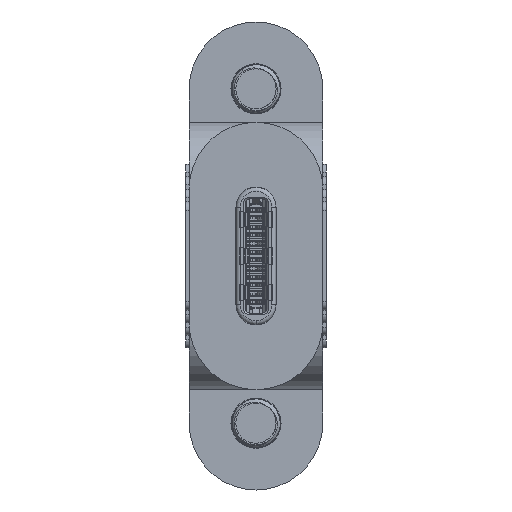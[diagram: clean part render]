
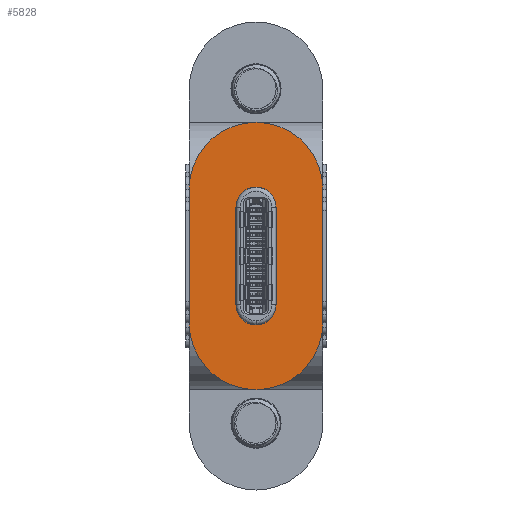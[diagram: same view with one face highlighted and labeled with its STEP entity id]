
A CAD part, left-side view. The second image highlights one B-rep face of the part: STEP entity #5828.
In plain terms, the highlighted face is planar.
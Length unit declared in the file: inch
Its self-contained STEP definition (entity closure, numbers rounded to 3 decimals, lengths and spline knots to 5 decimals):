
#1054 = EDGE_LOOP ( 'NONE', ( #58970, #60110, #65874, #60839 ) ) ;
#2122 = DIRECTION ( 'NONE',  ( 0., 0., 1. ) ) ;
#2484 = VECTOR ( 'NONE', #28298, 39.37008 ) ;
#3478 = ORIENTED_EDGE ( 'NONE', *, *, #73210, .F. ) ;
#3990 = VERTEX_POINT ( 'NONE', #4957 ) ;
#4957 = CARTESIAN_POINT ( 'NONE',  ( 0.15748, -0.43701, -0.15748 ) ) ;
#5828 = ADVANCED_FACE ( 'NONE', ( #54650, #67979 ), #45147, .F. ) ;
#6991 = VECTOR ( 'NONE', #27328, 39.37008 ) ;
#7052 = CARTESIAN_POINT ( 'NONE',  ( 0.15748, -0.43701, 0.15748 ) ) ;
#9594 = DIRECTION ( 'NONE',  ( 0., -1., 0. ) ) ;
#11349 = DIRECTION ( 'NONE',  ( 1., 0., 0. ) ) ;
#12531 = CARTESIAN_POINT ( 'NONE',  ( -0.11496, -0.43701, 0.04724 ) ) ;
#12834 = LINE ( 'NONE', #45541, #43050 ) ;
#14492 = CARTESIAN_POINT ( 'NONE',  ( -0.15748, -0.43701, 0. ) ) ;
#14661 = EDGE_CURVE ( 'NONE', #3990, #15413, #46001, .T. ) ;
#14829 = CARTESIAN_POINT ( 'NONE',  ( -0.15748, -0.43701, 0.15748 ) ) ;
#15402 = LINE ( 'NONE', #39352, #57238 ) ;
#15413 = VERTEX_POINT ( 'NONE', #27329 ) ;
#16839 = CARTESIAN_POINT ( 'NONE',  ( -0.15748, -0.43701, 0. ) ) ;
#18372 = VERTEX_POINT ( 'NONE', #27987 ) ;
#20189 = DIRECTION ( 'NONE',  ( 0., 0., 1. ) ) ;
#20944 = EDGE_CURVE ( 'NONE', #18372, #61156, #40784, .T. ) ;
#22555 = DIRECTION ( 'NONE',  ( 0., 0., 1. ) ) ;
#25320 = EDGE_CURVE ( 'NONE', #49241, #44657, #15402, .T. ) ;
#26778 = DIRECTION ( 'NONE',  ( 0., -1., 0. ) ) ;
#27328 = DIRECTION ( 'NONE',  ( -1., 0., 0. ) ) ;
#27329 = CARTESIAN_POINT ( 'NONE',  ( -0.15748, -0.43701, -0.15748 ) ) ;
#27961 = DIRECTION ( 'NONE',  ( 1., 0., 0. ) ) ;
#27987 = CARTESIAN_POINT ( 'NONE',  ( 0.11496, -0.43701, 0.04724 ) ) ;
#28298 = DIRECTION ( 'NONE',  ( -1., 0., 0. ) ) ;
#28361 = EDGE_CURVE ( 'NONE', #61156, #49241, #31415, .T. ) ;
#31415 = CIRCLE ( 'NONE', #35902, 0.04724 ) ;
#33585 = CIRCLE ( 'NONE', #50012, 0.15748 ) ;
#35902 = AXIS2_PLACEMENT_3D ( 'NONE', #43552, #9594, #49257 ) ;
#36155 = DIRECTION ( 'NONE',  ( 0., 1., 0. ) ) ;
#37853 = AXIS2_PLACEMENT_3D ( 'NONE', #14492, #54271, #20189 ) ;
#37975 = VERTEX_POINT ( 'NONE', #14829 ) ;
#38729 = CARTESIAN_POINT ( 'NONE',  ( -0.11496, -0.43701, 0.04724 ) ) ;
#39209 = VERTEX_POINT ( 'NONE', #7052 ) ;
#39352 = CARTESIAN_POINT ( 'NONE',  ( -0.11496, -0.43701, -0.04724 ) ) ;
#40784 = LINE ( 'NONE', #38729, #6991 ) ;
#43050 = VECTOR ( 'NONE', #11349, 39.37008 ) ;
#43552 = CARTESIAN_POINT ( 'NONE',  ( -0.11496, -0.43701, 0. ) ) ;
#44657 = VERTEX_POINT ( 'NONE', #69461 ) ;
#45147 = PLANE ( 'NONE',  #46129 ) ;
#45541 = CARTESIAN_POINT ( 'NONE',  ( -0.15748, -0.43701, 0.15748 ) ) ;
#46001 = LINE ( 'NONE', #62324, #2484 ) ;
#46129 = AXIS2_PLACEMENT_3D ( 'NONE', #16839, #56682, #22555 ) ;
#46564 = CIRCLE ( 'NONE', #64355, 0.04724 ) ;
#49241 = VERTEX_POINT ( 'NONE', #57287 ) ;
#49257 = DIRECTION ( 'NONE',  ( 0., 0., -1. ) ) ;
#50012 = AXIS2_PLACEMENT_3D ( 'NONE', #70276, #36155, #2122 ) ;
#50600 = ORIENTED_EDGE ( 'NONE', *, *, #14661, .F. ) ;
#50630 = ORIENTED_EDGE ( 'NONE', *, *, #56419, .F. ) ;
#51300 = ORIENTED_EDGE ( 'NONE', *, *, #59197, .F. ) ;
#54271 = DIRECTION ( 'NONE',  ( 0., 1., 0. ) ) ;
#54650 = FACE_BOUND ( 'NONE', #1054, .T. ) ;
#56419 = EDGE_CURVE ( 'NONE', #39209, #3990, #33585, .T. ) ;
#56682 = DIRECTION ( 'NONE',  ( 0., 1., 0. ) ) ;
#57238 = VECTOR ( 'NONE', #27961, 39.37008 ) ;
#57287 = CARTESIAN_POINT ( 'NONE',  ( -0.11496, -0.43701, -0.04724 ) ) ;
#58970 = ORIENTED_EDGE ( 'NONE', *, *, #25320, .F. ) ;
#59197 = EDGE_CURVE ( 'NONE', #15413, #37975, #62704, .T. ) ;
#59815 = EDGE_LOOP ( 'NONE', ( #51300, #50600, #50630, #3478 ) ) ;
#60110 = ORIENTED_EDGE ( 'NONE', *, *, #28361, .F. ) ;
#60808 = CARTESIAN_POINT ( 'NONE',  ( 0.11496, -0.43701, 0. ) ) ;
#60839 = ORIENTED_EDGE ( 'NONE', *, *, #66260, .F. ) ;
#61156 = VERTEX_POINT ( 'NONE', #12531 ) ;
#62324 = CARTESIAN_POINT ( 'NONE',  ( -0.15748, -0.43701, -0.15748 ) ) ;
#62704 = CIRCLE ( 'NONE', #37853, 0.15748 ) ;
#64355 = AXIS2_PLACEMENT_3D ( 'NONE', #60808, #26778, #66537 ) ;
#65874 = ORIENTED_EDGE ( 'NONE', *, *, #20944, .F. ) ;
#66260 = EDGE_CURVE ( 'NONE', #44657, #18372, #46564, .T. ) ;
#66537 = DIRECTION ( 'NONE',  ( 0., 0., -1. ) ) ;
#67979 = FACE_OUTER_BOUND ( 'NONE', #59815, .T. ) ;
#69461 = CARTESIAN_POINT ( 'NONE',  ( 0.11496, -0.43701, -0.04724 ) ) ;
#70276 = CARTESIAN_POINT ( 'NONE',  ( 0.15748, -0.43701, 0. ) ) ;
#73210 = EDGE_CURVE ( 'NONE', #37975, #39209, #12834, .T. ) ;
